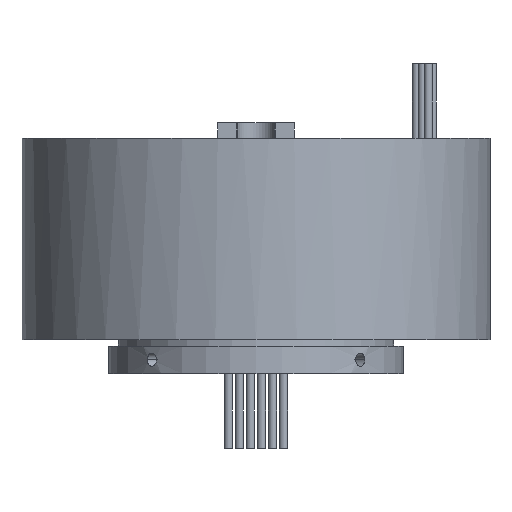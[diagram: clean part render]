
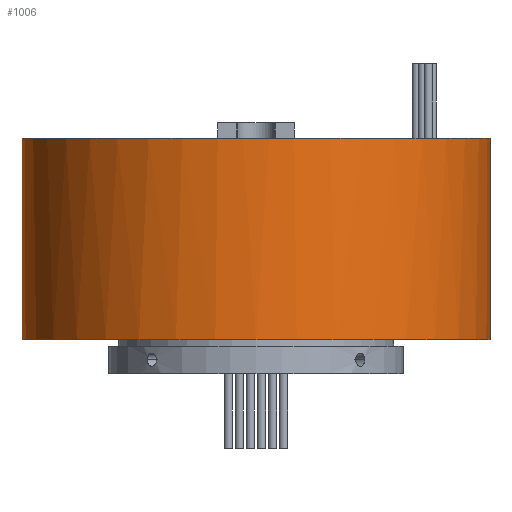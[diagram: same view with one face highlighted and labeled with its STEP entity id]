
A CAD part, front view. The second image highlights one B-rep face of the part: STEP entity #1006.
In plain terms, the highlighted cylindrical face has radius 59.5 mm (diameter 119 mm), a partial arc.
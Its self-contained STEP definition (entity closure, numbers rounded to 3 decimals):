
#181 = EDGE_CURVE ( 'NONE', #2207, #5231, #3028, .T. ) ;
#316 = ORIENTED_EDGE ( 'NONE', *, *, #2271, .F. ) ;
#369 = AXIS2_PLACEMENT_3D ( 'NONE', #585, #3514, #1003 ) ;
#585 = CARTESIAN_POINT ( 'NONE',  ( 0., 0., 8.6 ) ) ;
#666 = DIRECTION ( 'NONE',  ( 0., 0., 1. ) ) ;
#840 = CARTESIAN_POINT ( 'NONE',  ( 9.75, -58.696, 59.8 ) ) ;
#856 = DIRECTION ( 'NONE',  ( -1., 0., 0. ) ) ;
#884 = ORIENTED_EDGE ( 'NONE', *, *, #1699, .T. ) ;
#898 = CARTESIAN_POINT ( 'NONE',  ( 0., 0., 59.8 ) ) ;
#995 = VERTEX_POINT ( 'NONE', #4200 ) ;
#1003 = DIRECTION ( 'NONE',  ( 1., 0., 0. ) ) ;
#1006 = ADVANCED_FACE ( 'NONE', ( #1591 ), #1467, .T. ) ;
#1315 = DIRECTION ( 'NONE',  ( 0., 0., -1. ) ) ;
#1322 = DIRECTION ( 'NONE',  ( 1., 0., 0. ) ) ;
#1467 = CYLINDRICAL_SURFACE ( 'NONE', #4333, 59.5 ) ;
#1591 = FACE_OUTER_BOUND ( 'NONE', #5321, .T. ) ;
#1699 = EDGE_CURVE ( 'NONE', #995, #2255, #2535, .T. ) ;
#1704 = CARTESIAN_POINT ( 'NONE',  ( 0., 0., 59.8 ) ) ;
#1759 = ORIENTED_EDGE ( 'NONE', *, *, #4385, .T. ) ;
#1806 = EDGE_CURVE ( 'NONE', #2474, #2530, #2009, .T. ) ;
#1872 = LINE ( 'NONE', #4945, #3959 ) ;
#1935 = CARTESIAN_POINT ( 'NONE',  ( -59.5, 0., 59.8 ) ) ;
#2009 = CIRCLE ( 'NONE', #3467, 59.5 ) ;
#2021 = DIRECTION ( 'NONE',  ( 0., 0., -1. ) ) ;
#2103 = CARTESIAN_POINT ( 'NONE',  ( 59.5, 0., 8.6 ) ) ;
#2207 = VERTEX_POINT ( 'NONE', #840 ) ;
#2255 = VERTEX_POINT ( 'NONE', #2103 ) ;
#2271 = EDGE_CURVE ( 'NONE', #2530, #2207, #4633, .T. ) ;
#2333 = CARTESIAN_POINT ( 'NONE',  ( 0., 0., 59.8 ) ) ;
#2462 = ORIENTED_EDGE ( 'NONE', *, *, #181, .F. ) ;
#2474 = VERTEX_POINT ( 'NONE', #1935 ) ;
#2530 = VERTEX_POINT ( 'NONE', #5313 ) ;
#2535 = CIRCLE ( 'NONE', #369, 59.5 ) ;
#2536 = CARTESIAN_POINT ( 'NONE',  ( 59.5, 0., 59.8 ) ) ;
#2539 = DIRECTION ( 'NONE',  ( 0., 0., -1. ) ) ;
#2622 = ORIENTED_EDGE ( 'NONE', *, *, #3331, .F. ) ;
#2674 = AXIS2_PLACEMENT_3D ( 'NONE', #2333, #5274, #2751 ) ;
#2751 = DIRECTION ( 'NONE',  ( 1., 0., 0. ) ) ;
#3028 = CIRCLE ( 'NONE', #2674, 59.5 ) ;
#3117 = LINE ( 'NONE', #5068, #4094 ) ;
#3181 = CARTESIAN_POINT ( 'NONE',  ( 0., 0., 59.8 ) ) ;
#3331 = EDGE_CURVE ( 'NONE', #5231, #2255, #3117, .T. ) ;
#3467 = AXIS2_PLACEMENT_3D ( 'NONE', #3181, #666, #3601 ) ;
#3514 = DIRECTION ( 'NONE',  ( 0., 0., 1. ) ) ;
#3601 = DIRECTION ( 'NONE',  ( 1., 0., 0. ) ) ;
#3713 = AXIS2_PLACEMENT_3D ( 'NONE', #898, #3825, #1322 ) ;
#3825 = DIRECTION ( 'NONE',  ( 0., 0., 1. ) ) ;
#3959 = VECTOR ( 'NONE', #2021, 1000. ) ;
#4094 = VECTOR ( 'NONE', #1315, 1000. ) ;
#4200 = CARTESIAN_POINT ( 'NONE',  ( -59.5, 0., 8.6 ) ) ;
#4333 = AXIS2_PLACEMENT_3D ( 'NONE', #1704, #2539, #856 ) ;
#4385 = EDGE_CURVE ( 'NONE', #2474, #995, #1872, .T. ) ;
#4633 = CIRCLE ( 'NONE', #3713, 59.5 ) ;
#4648 = ORIENTED_EDGE ( 'NONE', *, *, #1806, .F. ) ;
#4945 = CARTESIAN_POINT ( 'NONE',  ( -59.5, 0., 59.8 ) ) ;
#5068 = CARTESIAN_POINT ( 'NONE',  ( 59.5, 0., 59.8 ) ) ;
#5231 = VERTEX_POINT ( 'NONE', #2536 ) ;
#5274 = DIRECTION ( 'NONE',  ( 0., 0., 1. ) ) ;
#5313 = CARTESIAN_POINT ( 'NONE',  ( -9.75, -58.696, 59.8 ) ) ;
#5321 = EDGE_LOOP ( 'NONE', ( #2622, #2462, #316, #4648, #1759, #884 ) ) ;
